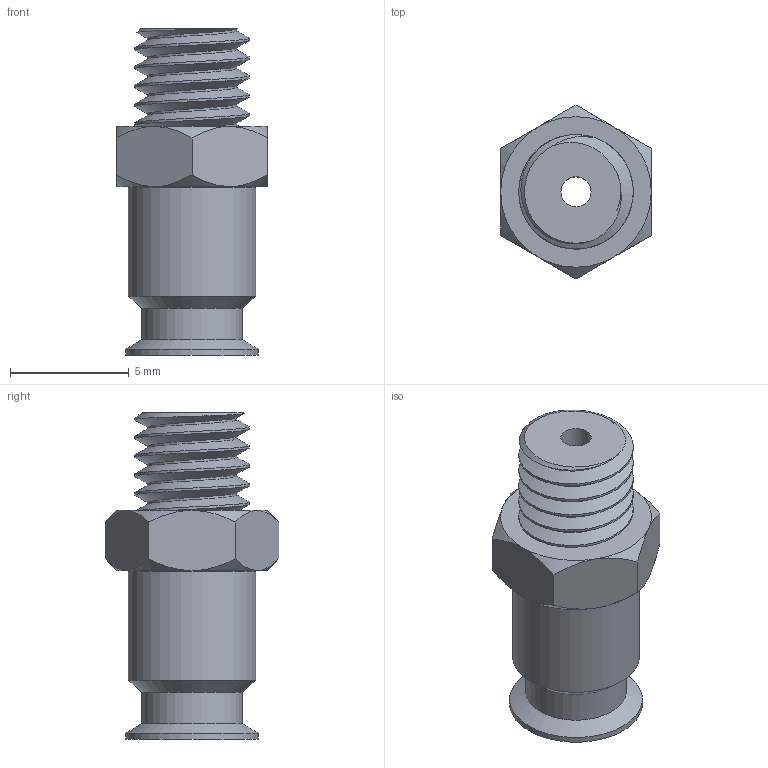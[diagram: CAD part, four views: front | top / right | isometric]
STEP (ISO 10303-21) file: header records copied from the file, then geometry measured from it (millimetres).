
FILE_DESCRIPTION (( 'STEP AP203' ), '1' );
FILE_NAME ('1795N14.STEP', '2018-10-11T20:54:07', ( '' ), ( '' ), 'SwSTEP 2.0', 'SolidWorks 2014', '' );
FILE_SCHEMA (( 'CONFIG_CONTROL_DESIGN' ));
Length unit declared in the file: inch
Products named in the file (1): 1795N14
Bounding box: 6.35 x 7.33 x 13.77 mm (x, y, z)
Volume: 256.5 mm3; surface area: 453.9 mm2
Topology: 2 solids, 2 shells, 36 faces, 76 edges, 45 vertices
Faces by surface type: cone 16, plane 11, cylinder 6, bspline 3
Full cylindrical faces by diameter (mm): 1.27 x1, 2.286 x1, 4.247 x1, 5.364 x1, 5.588 x1
Entity records: 3032 total; most frequent: CARTESIAN_POINT 2275, ORIENTED_EDGE 136, DIRECTION 126, EDGE_CURVE 68, AXIS2_PLACEMENT_3D 60, EDGE_LOOP 49, VERTEX_POINT 45, FACE_OUTER_BOUND 41
